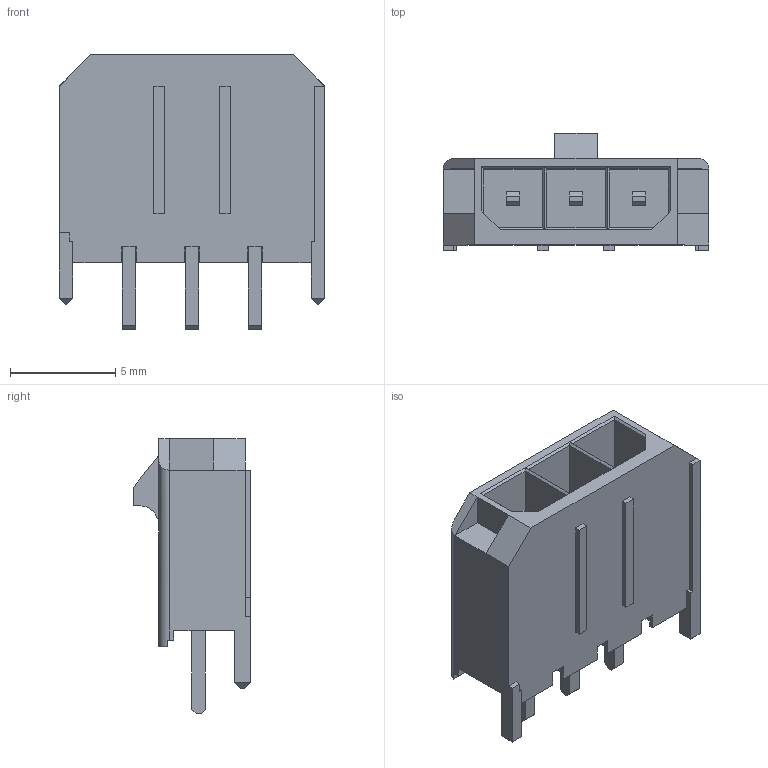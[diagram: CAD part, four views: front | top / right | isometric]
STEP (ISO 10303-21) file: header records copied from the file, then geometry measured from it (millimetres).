
FILE_DESCRIPTION (( 'STEP AP214' ), '1' );
FILE_NAME ('CONN-TH_436500315.step', '2022-08-03T17:14:27', ( '' ), ( '' ), 'SwSTEP 2.0', 'SolidWorks 2020', '' );
FILE_SCHEMA (( 'AUTOMOTIVE_DESIGN' ));
Length unit declared in the file: millimetre
Products named in the file (1): CONN-TH_436500315
Bounding box: 12.65 x 5.57 x 13.08 mm (x, y, z)
Volume: 303.2 mm3; surface area: 789.3 mm2
Topology: 14 solids, 14 shells, 463 faces, 1217 edges, 799 vertices
Faces by surface type: plane 346, bspline 114, cylinder 3
Entity records: 19645 total; most frequent: CARTESIAN_POINT 4848, ORIENTED_EDGE 2434, DIRECTION 1689, EDGE_CURVE 1217, LINE 977, VECTOR 977, VERTEX_POINT 799, EDGE_LOOP 492
